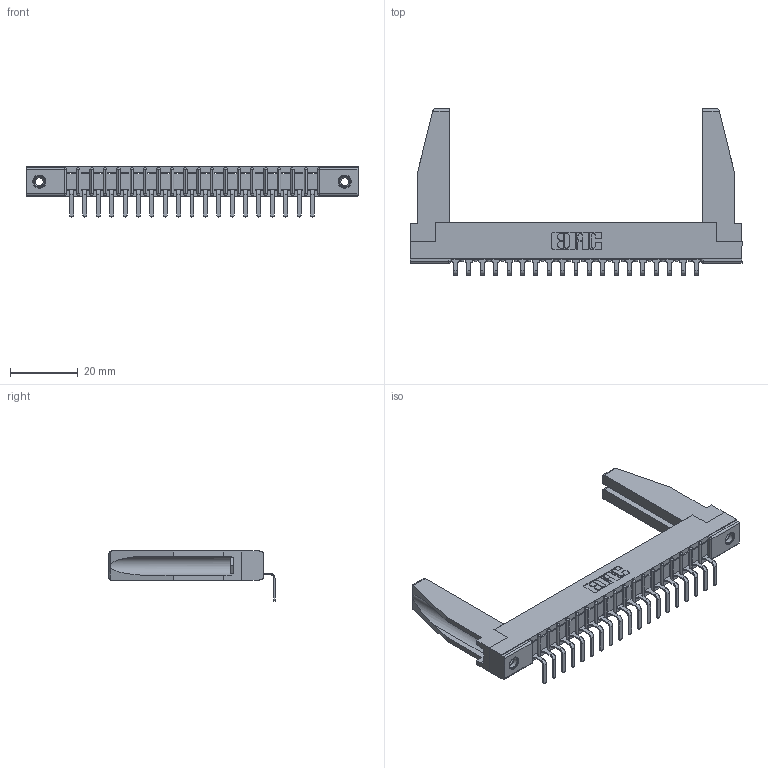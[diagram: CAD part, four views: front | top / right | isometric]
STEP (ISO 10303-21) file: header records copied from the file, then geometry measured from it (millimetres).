
FILE_DESCRIPTION (( 'STEP AP203' ), '1' );
FILE_NAME ('307-019-559-178.STEP', '2019-09-04T16:09:52', ( '' ), ( '' ), 'SwSTEP 2.0', 'SolidWorks 2016', '' );
FILE_SCHEMA (( 'CONFIG_CONTROL_DESIGN' ));
Length unit declared in the file: inch
Products named in the file (5): 307-220-078; 307-290-001_558 559 - 1 (Single); 307-019-559-178; 307 Part_.156 Dia Mounting Holes; 345-250-001_345-250-001-102
Assembly tree (24 placements, depth 2):
  307-019-559-178
    307 Part_.156 Dia Mounting Holes
    307-290-001_558 559 - 1 (Single)  x19
    307-220-078  x2
    345-250-001_345-250-001-102  x2
Bounding box: 98.3 x 49.16 x 14.81 mm (x, y, z)
Volume: 10230.2 mm3; surface area: 13516 mm2
Topology: 24 solids, 24 shells, 1408 faces, 3959 edges, 2550 vertices
Faces by surface type: plane 895, cylinder 457, sphere 40, cone 12, torus 4
Entity records: 21667 total; most frequent: CARTESIAN_POINT 3642, ORIENTED_EDGE 3584, DIRECTION 3512, EDGE_CURVE 1792, VECTOR 1368, LINE 1368, VERTEX_POINT 1160, AXIS2_PLACEMENT_3D 1072
